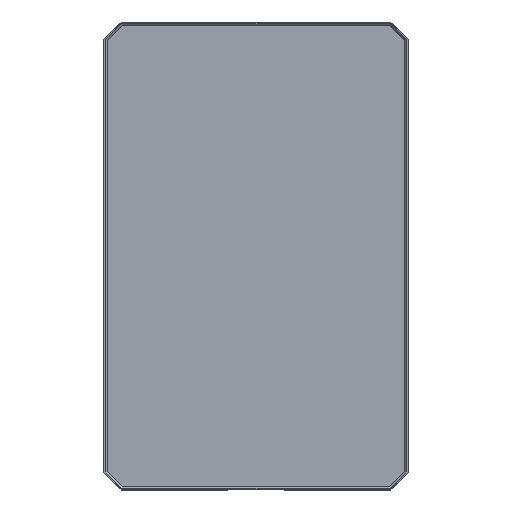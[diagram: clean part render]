
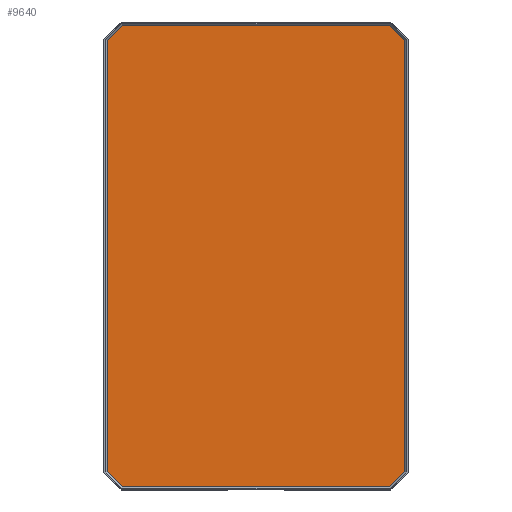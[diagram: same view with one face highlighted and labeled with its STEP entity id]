
A CAD part, top view. The second image highlights one B-rep face of the part: STEP entity #9640.
In plain terms, the highlighted planar face has unit normal (0, 0, 1).
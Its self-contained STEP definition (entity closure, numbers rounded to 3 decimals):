
#22=FACE_OUTER_BOUND('',#575,.T.);
#575=EDGE_LOOP('',(#6255,#6256,#6257,#6258,#6259,#6260,#6261,#6262));
#1135=LINE('',#13276,#2551);
#1136=LINE('',#13278,#2552);
#1137=LINE('',#13280,#2553);
#1138=LINE('',#13282,#2554);
#1139=LINE('',#13284,#2555);
#1140=LINE('',#13286,#2556);
#1141=LINE('',#13288,#2557);
#1142=LINE('',#13289,#2558);
#2551=VECTOR('',#10752,10.);
#2552=VECTOR('',#10753,10.);
#2553=VECTOR('',#10754,10.);
#2554=VECTOR('',#10755,10.);
#2555=VECTOR('',#10756,10.);
#2556=VECTOR('',#10757,10.);
#2557=VECTOR('',#10758,10.);
#2558=VECTOR('',#10759,10.);
#3967=VERTEX_POINT('',#13274);
#3968=VERTEX_POINT('',#13275);
#3969=VERTEX_POINT('',#13277);
#3970=VERTEX_POINT('',#13279);
#3971=VERTEX_POINT('',#13281);
#3972=VERTEX_POINT('',#13283);
#3973=VERTEX_POINT('',#13285);
#3974=VERTEX_POINT('',#13287);
#4839=EDGE_CURVE('',#3967,#3968,#1135,.T.);
#4840=EDGE_CURVE('',#3969,#3967,#1136,.T.);
#4841=EDGE_CURVE('',#3970,#3969,#1137,.T.);
#4842=EDGE_CURVE('',#3971,#3970,#1138,.T.);
#4843=EDGE_CURVE('',#3972,#3971,#1139,.T.);
#4844=EDGE_CURVE('',#3973,#3972,#1140,.T.);
#4845=EDGE_CURVE('',#3974,#3973,#1141,.T.);
#4846=EDGE_CURVE('',#3968,#3974,#1142,.T.);
#6255=ORIENTED_EDGE('',*,*,#4839,.F.);
#6256=ORIENTED_EDGE('',*,*,#4840,.F.);
#6257=ORIENTED_EDGE('',*,*,#4841,.F.);
#6258=ORIENTED_EDGE('',*,*,#4842,.F.);
#6259=ORIENTED_EDGE('',*,*,#4843,.F.);
#6260=ORIENTED_EDGE('',*,*,#4844,.F.);
#6261=ORIENTED_EDGE('',*,*,#4845,.F.);
#6262=ORIENTED_EDGE('',*,*,#4846,.F.);
#9087=PLANE('',#10195);
#9640=ADVANCED_FACE('',(#22),#9087,.T.);
#10195=AXIS2_PLACEMENT_3D('',#13273,#10750,#10751);
#10750=DIRECTION('center_axis',(0.,0.,1.));
#10751=DIRECTION('ref_axis',(1.,0.,0.));
#10752=DIRECTION('',(0.,-1.,0.));
#10753=DIRECTION('',(0.707,-0.707,0.));
#10754=DIRECTION('',(1.,0.,0.));
#10755=DIRECTION('',(0.707,0.707,0.));
#10756=DIRECTION('',(0.,1.,0.));
#10757=DIRECTION('',(-0.707,0.707,0.));
#10758=DIRECTION('',(-1.,0.,0.));
#10759=DIRECTION('',(-0.707,-0.707,0.));
#13273=CARTESIAN_POINT('Origin',(25.,50.,15.6));
#13274=CARTESIAN_POINT('',(70.5,115.814,15.6));
#13275=CARTESIAN_POINT('',(70.5,-15.814,15.6));
#13276=CARTESIAN_POINT('',(70.5,16.886,15.6));
#13277=CARTESIAN_POINT('',(65.814,120.5,15.6));
#13278=CARTESIAN_POINT('',(75.725,110.589,15.6));
#13279=CARTESIAN_POINT('',(-15.814,120.5,15.6));
#13280=CARTESIAN_POINT('',(45.614,120.5,15.6));
#13281=CARTESIAN_POINT('',(-20.5,115.814,15.6));
#13282=CARTESIAN_POINT('',(-23.089,113.225,15.6));
#13283=CARTESIAN_POINT('',(-20.5,-15.814,15.6));
#13284=CARTESIAN_POINT('',(-20.5,83.114,15.6));
#13285=CARTESIAN_POINT('',(-15.814,-20.5,15.6));
#13286=CARTESIAN_POINT('',(-25.725,-10.589,15.6));
#13287=CARTESIAN_POINT('',(65.814,-20.5,15.6));
#13288=CARTESIAN_POINT('',(4.386,-20.5,15.6));
#13289=CARTESIAN_POINT('',(73.089,-13.225,15.6));
